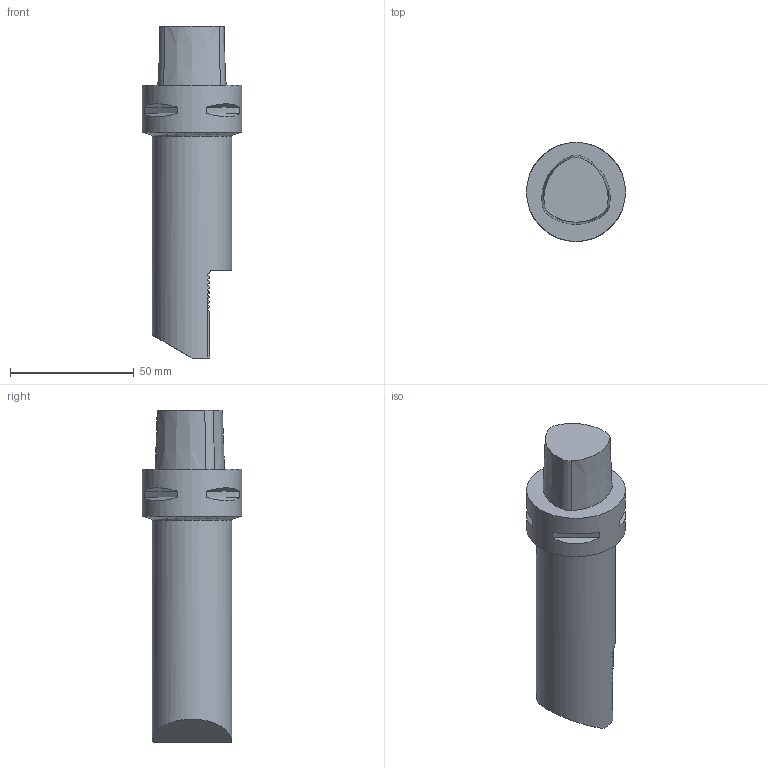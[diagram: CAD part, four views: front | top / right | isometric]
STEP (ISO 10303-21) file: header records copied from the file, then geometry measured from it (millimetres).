
FILE_DESCRIPTION(/* description */ (''),/* implementation_level */ '2;1');
FILE_NAME(/* name */ 'C4-FL-07110-V21.stp',/* time_stamp */ '2018-04-11T16:02:45+06:00',/* author */ (''),/* organization */ (''),/* preprocessor_version */ 'ST-DEVELOPER v16',/* originating_system */ 'SIEMENS PLM Software NX 11.0',/* authorisation */ '');
FILE_SCHEMA (('AUTOMOTIVE_DESIGN { 1 0 10303 214 3 1 1 1 }'));
Length unit declared in the file: millimetre
Products named in the file (1): inpuA2B4q5e5
Bounding box: 40 x 40 x 134 mm (x, y, z)
Volume: 101102.1 mm3; surface area: 17075.2 mm2
Topology: 2 solids, 2 shells, 322 faces, 901 edges, 604 vertices
Faces by surface type: plane 212, cone 72, cylinder 37, torus 1
Full cylindrical faces by diameter (mm): 32 x1, 40 x1
Entity records: 10631 total; most frequent: CARTESIAN_POINT 2577, ORIENTED_EDGE 1790, DIRECTION 1454, EDGE_CURVE 895, VERTEX_POINT 602, LINE 584, VECTOR 584, AXIS2_PLACEMENT_3D 435
